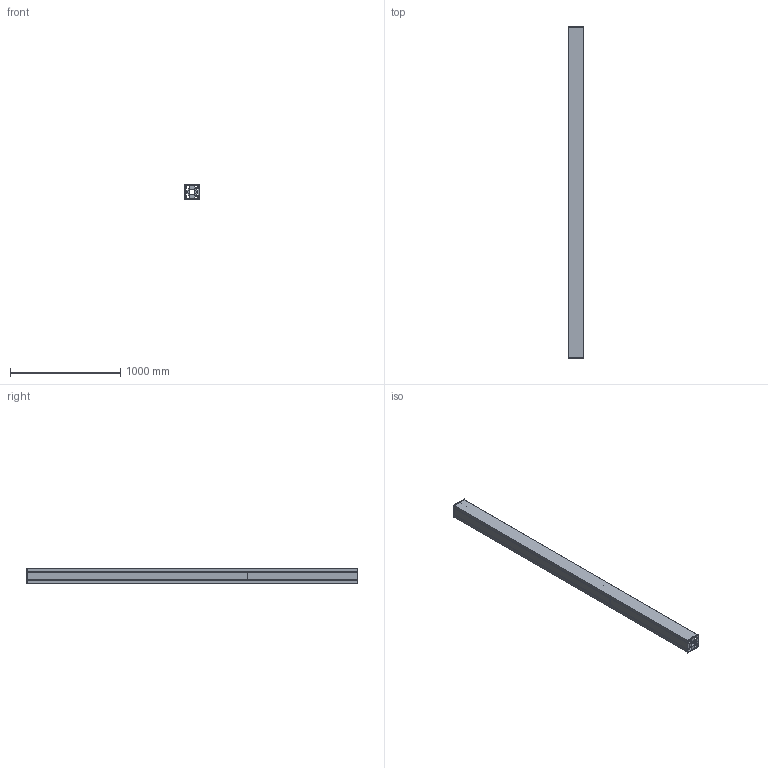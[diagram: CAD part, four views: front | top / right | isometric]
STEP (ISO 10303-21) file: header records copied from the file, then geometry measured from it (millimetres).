
FILE_DESCRIPTION (( 'STEP AP214' ), '1' );
FILE_NAME ('6289407.stp', '2023-01-02T14:03:54', ( '' ), ( '' ), 'SwSTEP 2.0', 'SolidWorks 2022', '' );
FILE_SCHEMA (( 'AUTOMOTIVE_DESIGN' ));
Length unit declared in the file: millimetre
Products named in the file (12): 152335_min; 150794_L=3000; 152333_Item Profil; 026360_L=1000; 030909_L=1000; 026360_L=2000; P_0000013421_1; 020922_22; 6289407; 155051; 030909_L=2000; P_0000013021_1
Assembly tree (45 placements, depth 3):
  6289407
    152333_Item Profil
    150794_L=3000  x2
    030909_L=2000
      026360_L=2000
    030909_L=1000
      026360_L=1000
    152335_min
      152333_Item Profil
      155051
    020922_22  x12
    P_0000013421_1  x5
    P_0000013021_1  x18
Bounding box: 140 x 3013.1 x 140 mm (x, y, z)
Volume: 2972257.6 mm3; surface area: 3479295.2 mm2
Topology: 42 solids, 42 shells, 854 faces, 2196 edges, 1434 vertices
Faces by surface type: cylinder 514, plane 206, cone 74, torus 30, bspline 30
Full cylindrical faces by diameter (mm): 3.5 x12, 4.8 x12, 5 x18, 6.5 x4, 7 x2, 9.5 x18
Entity records: 9814 total; most frequent: CARTESIAN_POINT 2183, DIRECTION 1160, ORIENTED_EDGE 1088, EDGE_CURVE 544, AXIS2_PLACEMENT_3D 407, VERTEX_POINT 374, LINE 346, VECTOR 346
